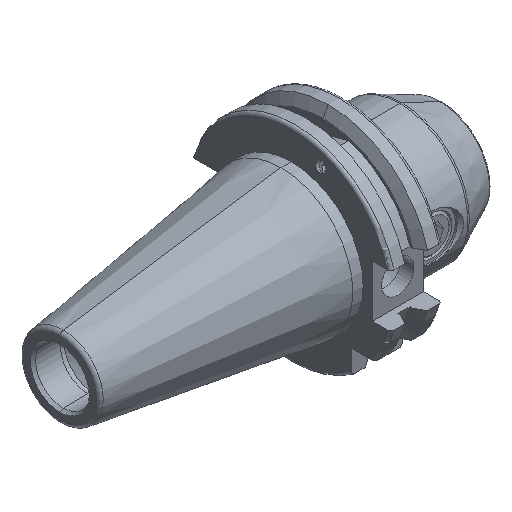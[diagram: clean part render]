
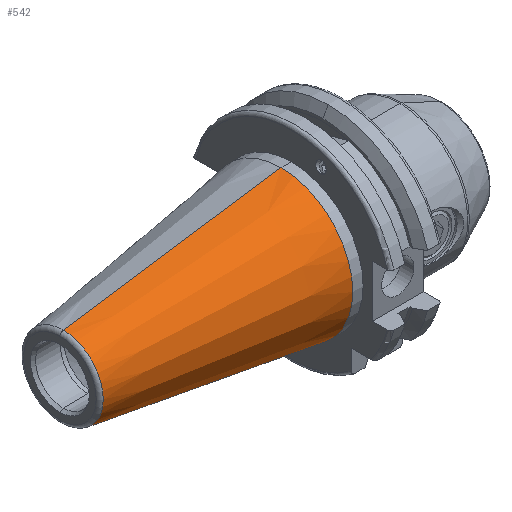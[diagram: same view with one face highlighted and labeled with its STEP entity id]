
A CAD part, isometric view. The second image highlights one B-rep face of the part: STEP entity #542.
In plain terms, the highlighted conical face has half-angle 8.297 degrees and reference radius 22.225 mm.
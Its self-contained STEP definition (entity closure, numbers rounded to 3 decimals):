
#533 = EDGE_CURVE ( 'NONE', #547, #550, #2215, .T. ) ;
#542 = ADVANCED_FACE ( 'NONE', ( #2201 ), #2197, .T. ) ;
#546 = ORIENTED_EDGE ( 'NONE', *, *, #549, .T. ) ;
#547 = VERTEX_POINT ( 'NONE', #2263 ) ;
#548 = ORIENTED_EDGE ( 'NONE', *, *, #533, .F. ) ;
#549 = EDGE_CURVE ( 'NONE', #547, #849, #2262, .T. ) ;
#550 = VERTEX_POINT ( 'NONE', #2258 ) ;
#578 = ORIENTED_EDGE ( 'NONE', *, *, #852, .T. ) ;
#584 = EDGE_CURVE ( 'NONE', #550, #1090, #2284, .T. ) ;
#587 = ORIENTED_EDGE ( 'NONE', *, *, #584, .F. ) ;
#606 = EDGE_LOOP ( 'NONE', ( #548, #546, #578, #587 ) ) ;
#849 = VERTEX_POINT ( 'NONE', #2565 ) ;
#852 = EDGE_CURVE ( 'NONE', #849, #1090, #2564, .T. ) ;
#1090 = VERTEX_POINT ( 'NONE', #3039 ) ;
#2192 = DIRECTION ( 'NONE',  ( 0., 0., 1. ) ) ;
#2193 = DIRECTION ( 'NONE',  ( 1., 0., 0. ) ) ;
#2194 = AXIS2_PLACEMENT_3D ( 'NONE', #2196, #2193, #2192 ) ;
#2196 = CARTESIAN_POINT ( 'NONE',  ( 0., 0., 0. ) ) ;
#2197 = CONICAL_SURFACE ( 'NONE', #2194, 22.225, 0.145 ) ;
#2201 = FACE_OUTER_BOUND ( 'NONE', #606, .T. ) ;
#2211 = DIRECTION ( 'NONE',  ( 0., 0., -1. ) ) ;
#2212 = DIRECTION ( 'NONE',  ( -1., 0., 0. ) ) ;
#2213 = CARTESIAN_POINT ( 'NONE',  ( -67.373, 0., 0. ) ) ;
#2214 = AXIS2_PLACEMENT_3D ( 'NONE', #2213, #2212, #2211 ) ;
#2215 = CIRCLE ( 'NONE', #2214, 12.4 ) ;
#2258 = CARTESIAN_POINT ( 'NONE',  ( -67.373, 0., 12.4 ) ) ;
#2259 = DIRECTION ( 'NONE',  ( 0.99, 0., -0.144 ) ) ;
#2260 = VECTOR ( 'NONE', #2259, 1000. ) ;
#2261 = CARTESIAN_POINT ( 'NONE',  ( 0., 0., -22.225 ) ) ;
#2262 = LINE ( 'NONE', #2261, #2260 ) ;
#2263 = CARTESIAN_POINT ( 'NONE',  ( -67.373, 0., -12.4 ) ) ;
#2281 = DIRECTION ( 'NONE',  ( 0.99, 0., 0.144 ) ) ;
#2282 = VECTOR ( 'NONE', #2281, 1000. ) ;
#2283 = CARTESIAN_POINT ( 'NONE',  ( 0., 0., 22.225 ) ) ;
#2284 = LINE ( 'NONE', #2283, #2282 ) ;
#2560 = DIRECTION ( 'NONE',  ( 0., 0., -1. ) ) ;
#2561 = DIRECTION ( 'NONE',  ( -1., 0., 0. ) ) ;
#2562 = CARTESIAN_POINT ( 'NONE',  ( 0., 0., 0. ) ) ;
#2563 = AXIS2_PLACEMENT_3D ( 'NONE', #2562, #2561, #2560 ) ;
#2564 = CIRCLE ( 'NONE', #2563, 22.225 ) ;
#2565 = CARTESIAN_POINT ( 'NONE',  ( 0., 0., -22.225 ) ) ;
#3039 = CARTESIAN_POINT ( 'NONE',  ( 0., 0., 22.225 ) ) ;
